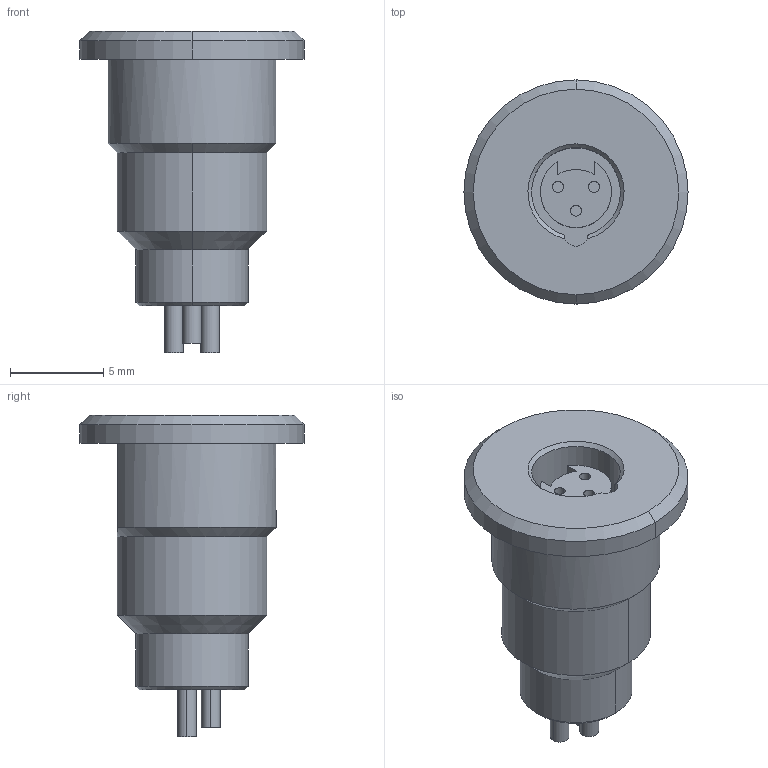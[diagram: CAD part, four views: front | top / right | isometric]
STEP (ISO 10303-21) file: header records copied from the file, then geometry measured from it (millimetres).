
FILE_DESCRIPTION((''),'2;1');
FILE_NAME('D-NR3F-S','2016-05-03T',('odo'),(''),'CREO PARAMETRIC BY PTC INC, 2015380','CREO PARAMETRIC BY PTC INC, 2015380','');
FILE_SCHEMA(('CONFIG_CONTROL_DESIGN'));
Length unit declared in the file: millimetre
Products named in the file (1): D-NR3F-S
Bounding box: 12 x 12 x 17.2 mm (x, y, z)
Volume: 712.3 mm3; surface area: 895.8 mm2
Topology: 1 solids, 1 shells, 60 faces, 122 edges, 77 vertices
Faces by surface type: cylinder 31, plane 18, cone 11
Entity records: 1644 total; most frequent: DIRECTION 308, CARTESIAN_POINT 281, ORIENTED_EDGE 244, AXIS2_PLACEMENT_3D 130, EDGE_CURVE 122, VERTEX_POINT 77, EDGE_LOOP 73, CIRCLE 70
